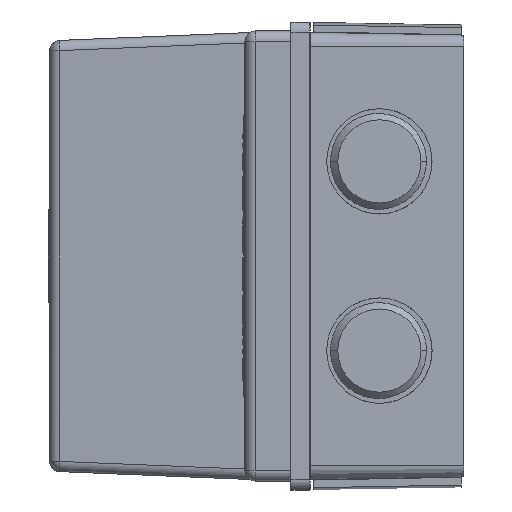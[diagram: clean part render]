
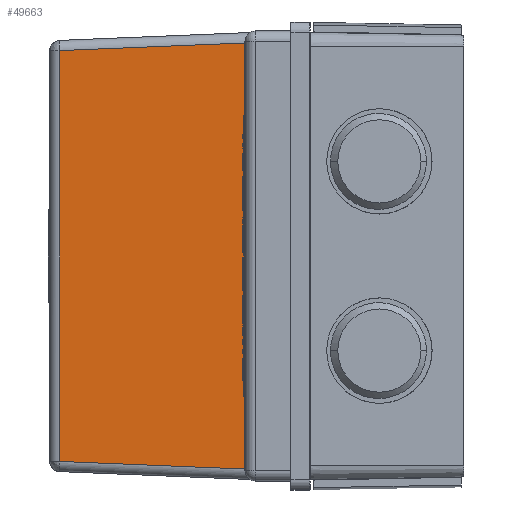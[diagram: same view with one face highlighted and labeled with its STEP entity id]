
A CAD part, left-side view. The second image highlights one B-rep face of the part: STEP entity #49663.
In plain terms, the highlighted planar face has unit normal (-0.999, 0.041, 0).
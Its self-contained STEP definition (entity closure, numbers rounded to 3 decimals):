
#3241 = CARTESIAN_POINT ( 'NONE',  ( 140.697, 45.583, -40.157 ) ) ;
#7608 = B_SPLINE_CURVE_WITH_KNOTS ( 'NONE', 3,
 ( #3241, #33469, #14160, #30079 ),
 .UNSPECIFIED., .F., .F.,
 ( 4, 4 ),
 ( 0., 0.971 ),
 .UNSPECIFIED. ) ;
#10546 = EDGE_CURVE ( 'NONE', #43034, #31070, #37245, .T. ) ;
#11092 = CARTESIAN_POINT ( 'NONE',  ( 138.833, 0.35, 42.021 ) ) ;
#11869 = CARTESIAN_POINT ( 'NONE',  ( 140.076, 30.505, 40.778 ) ) ;
#13071 = EDGE_CURVE ( 'NONE', #23002, #38927, #21063, .T. ) ;
#14160 = CARTESIAN_POINT ( 'NONE',  ( 139.455, 15.427, -41.4 ) ) ;
#14205 = CARTESIAN_POINT ( 'NONE',  ( 138.833, 0.35, 45.75 ) ) ;
#16415 = EDGE_CURVE ( 'NONE', #38927, #31070, #37520, .T. ) ;
#19790 = VECTOR ( 'NONE', #37017, 1000. ) ;
#21063 = LINE ( 'NONE', #14205, #23289 ) ;
#21497 = CARTESIAN_POINT ( 'NONE',  ( 140.698, 45.582, 0. ) ) ;
#22341 = DIRECTION ( 'NONE',  ( 0.999, -0.041, 0. ) ) ;
#23002 = VERTEX_POINT ( 'NONE', #27140 ) ;
#23026 = CARTESIAN_POINT ( 'NONE',  ( 139.455, 15.427, 41.4 ) ) ;
#23289 = VECTOR ( 'NONE', #40361, 1000. ) ;
#26532 = ORIENTED_EDGE ( 'NONE', *, *, #30758, .T. ) ;
#27140 = CARTESIAN_POINT ( 'NONE',  ( 138.833, 0.35, -42.021 ) ) ;
#27557 = AXIS2_PLACEMENT_3D ( 'NONE', #37597, #22341, #34539 ) ;
#30079 = CARTESIAN_POINT ( 'NONE',  ( 138.833, 0.35, -42.021 ) ) ;
#30089 = EDGE_LOOP ( 'NONE', ( #26532, #45621, #42109, #44050 ) ) ;
#30571 = CARTESIAN_POINT ( 'NONE',  ( 140.697, 45.582, 40.157 ) ) ;
#30758 = EDGE_CURVE ( 'NONE', #43034, #23002, #7608, .T. ) ;
#31070 = VERTEX_POINT ( 'NONE', #30571 ) ;
#33469 = CARTESIAN_POINT ( 'NONE',  ( 140.076, 30.505, -40.778 ) ) ;
#34182 = CARTESIAN_POINT ( 'NONE',  ( 140.697, 45.583, -40.157 ) ) ;
#34539 = DIRECTION ( 'NONE',  ( 0.041, 0.999, 0. ) ) ;
#37017 = DIRECTION ( 'NONE',  ( 0., 0., 1. ) ) ;
#37245 = LINE ( 'NONE', #21497, #19790 ) ;
#37520 = B_SPLINE_CURVE_WITH_KNOTS ( 'NONE', 3,
 ( #46578, #23026, #11869, #42806 ),
 .UNSPECIFIED., .F., .F.,
 ( 4, 4 ),
 ( 0.029, 1. ),
 .UNSPECIFIED. ) ;
#37597 = CARTESIAN_POINT ( 'NONE',  ( 140.848, 49.231, 0. ) ) ;
#38927 = VERTEX_POINT ( 'NONE', #11092 ) ;
#40361 = DIRECTION ( 'NONE',  ( 0., 0., 1. ) ) ;
#41136 = FACE_OUTER_BOUND ( 'NONE', #30089, .T. ) ;
#42109 = ORIENTED_EDGE ( 'NONE', *, *, #16415, .T. ) ;
#42806 = CARTESIAN_POINT ( 'NONE',  ( 140.697, 45.582, 40.157 ) ) ;
#43034 = VERTEX_POINT ( 'NONE', #34182 ) ;
#44050 = ORIENTED_EDGE ( 'NONE', *, *, #10546, .F. ) ;
#44906 = PLANE ( 'NONE',  #27557 ) ;
#45621 = ORIENTED_EDGE ( 'NONE', *, *, #13071, .T. ) ;
#46578 = CARTESIAN_POINT ( 'NONE',  ( 138.833, 0.35, 42.021 ) ) ;
#49663 = ADVANCED_FACE ( 'NONE', ( #41136 ), #44906, .F. ) ;
